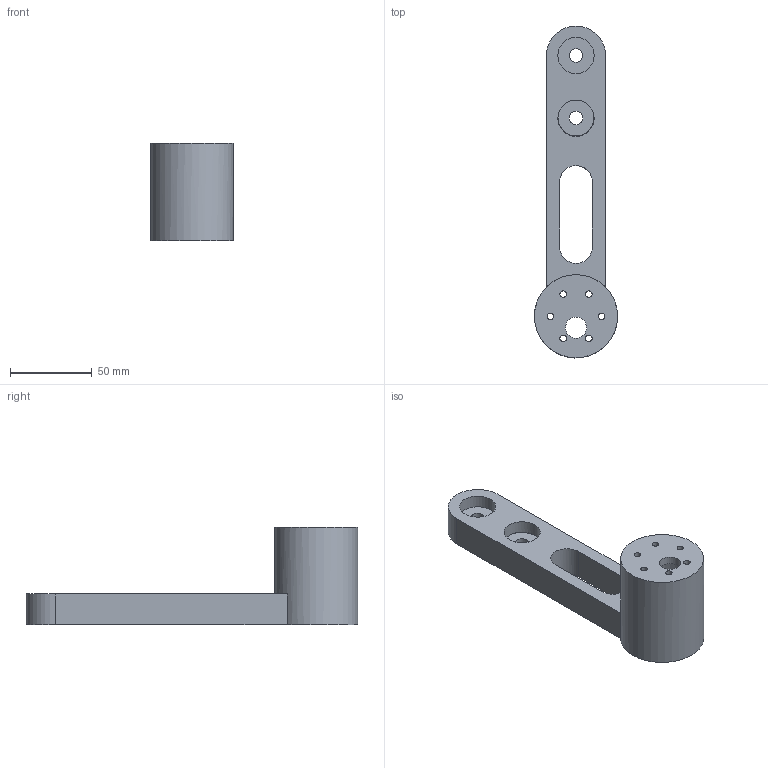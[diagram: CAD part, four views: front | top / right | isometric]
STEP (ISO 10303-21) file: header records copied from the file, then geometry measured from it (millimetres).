
FILE_DESCRIPTION(/* description */ (''),/* implementation_level */ '2;1');
FILE_NAME(/* name */ 'EslabonRuedaRodilla.stp',/* time_stamp */ '2024-03-25T00:37:26-05:00',/* author */ ('Martin'),/* organization */ (''),/* preprocessor_version */ 'ST-DEVELOPER v18.1',/* originating_system */ 'Autodesk Inventor 2021',/* authorisation */ '');
FILE_SCHEMA (('AUTOMOTIVE_DESIGN { 1 0 10303 214 3 1 1 }'));
Length unit declared in the file: millimetre
Products named in the file (1): EslabonRuedaRodilla
Bounding box: 50.98 x 203.56 x 60 mm (x, y, z)
Volume: 129889 mm3; surface area: 40391.9 mm2
Topology: 1 solids, 1 shells, 42 faces, 110 edges, 71 vertices
Faces by surface type: plane 21, cylinder 21
Full cylindrical faces by diameter (mm): 4 x6, 8.2 x2, 13 x1, 22.15 x1, 22.2 x5, 37.5 x1, 50.975 x1
Entity records: 1410 total; most frequent: DIRECTION 259, CARTESIAN_POINT 224, ORIENTED_EDGE 220, EDGE_CURVE 110, AXIS2_PLACEMENT_3D 106, VERTEX_POINT 71, EDGE_LOOP 67, CIRCLE 63
